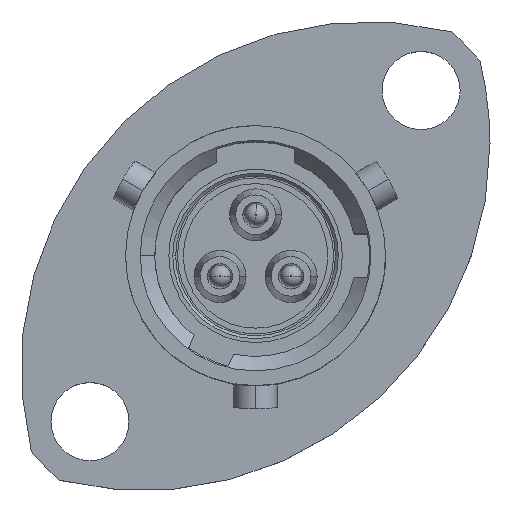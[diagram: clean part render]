
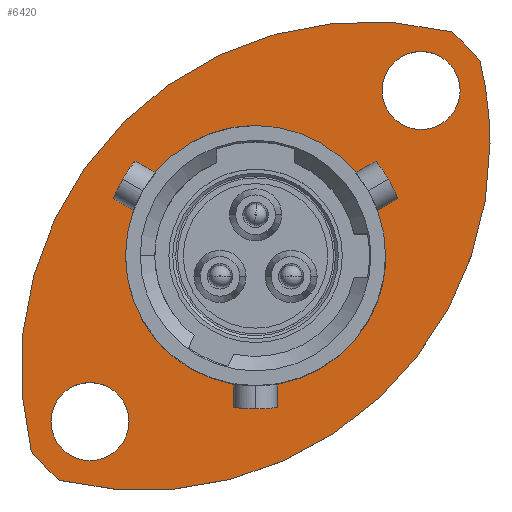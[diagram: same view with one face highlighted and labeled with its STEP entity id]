
A CAD part, top view. The second image highlights one B-rep face of the part: STEP entity #6420.
In plain terms, the highlighted planar face has unit normal (0, 0, 1).
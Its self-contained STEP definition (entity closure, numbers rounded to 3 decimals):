
#465 = CARTESIAN_POINT ( 'NONE',  ( 4.378, 5.728, -9. ) ) ;
#642 = CIRCLE ( 'NONE', #5628, 12. ) ;
#670 = ORIENTED_EDGE ( 'NONE', *, *, #14096, .F. ) ;
#826 = DIRECTION ( 'NONE',  ( 1., 0., 0. ) ) ;
#1007 = DIRECTION ( 'NONE',  ( 0., 0., 1. ) ) ;
#1834 = FACE_OUTER_BOUND ( 'NONE', #2607, .T. ) ;
#1864 = CARTESIAN_POINT ( 'NONE',  ( 3.889, -3.889, -9. ) ) ;
#2092 = AXIS2_PLACEMENT_3D ( 'NONE', #1864, #11228, #3244 ) ;
#2164 = ORIENTED_EDGE ( 'NONE', *, *, #14670, .F. ) ;
#2375 = AXIS2_PLACEMENT_3D ( 'NONE', #3929, #13237, #5274 ) ;
#2396 = CARTESIAN_POINT ( 'NONE',  ( -6.774, -7.759, -9. ) ) ;
#2607 = EDGE_LOOP ( 'NONE', ( #6701, #4368, #5080, #6807, #16925 ) ) ;
#2914 = EDGE_CURVE ( 'NONE', #14821, #15285, #642, .T. ) ;
#2981 = AXIS2_PLACEMENT_3D ( 'NONE', #8994, #1007, #10352 ) ;
#3162 = CIRCLE ( 'NONE', #3262, 1.35 ) ;
#3209 = VERTEX_POINT ( 'NONE', #14170 ) ;
#3244 = DIRECTION ( 'NONE',  ( 1., 0., 0. ) ) ;
#3262 = AXIS2_PLACEMENT_3D ( 'NONE', #3353, #12667, #4693 ) ;
#3353 = CARTESIAN_POINT ( 'NONE',  ( 5.728, 5.728, -9. ) ) ;
#3742 = AXIS2_PLACEMENT_3D ( 'NONE', #16700, #8796, #826 ) ;
#3804 = CARTESIAN_POINT ( 'NONE',  ( 0., 4.5, -9. ) ) ;
#3929 = CARTESIAN_POINT ( 'NONE',  ( 0., 0., -9. ) ) ;
#4149 = EDGE_CURVE ( 'NONE', #4784, #3209, #13248, .T. ) ;
#4368 = ORIENTED_EDGE ( 'NONE', *, *, #2914, .F. ) ;
#4555 = CARTESIAN_POINT ( 'NONE',  ( -3.889, 3.889, -9. ) ) ;
#4693 = DIRECTION ( 'NONE',  ( 1., 0., 0. ) ) ;
#4724 = DIRECTION ( 'NONE',  ( 0., 0., 1. ) ) ;
#4784 = VERTEX_POINT ( 'NONE', #15991 ) ;
#4871 = VERTEX_POINT ( 'NONE', #6032 ) ;
#5062 = VERTEX_POINT ( 'NONE', #14294 ) ;
#5080 = ORIENTED_EDGE ( 'NONE', *, *, #10826, .F. ) ;
#5098 = EDGE_LOOP ( 'NONE', ( #2164, #13451 ) ) ;
#5156 = DIRECTION ( 'NONE',  ( -1., 0., 0. ) ) ;
#5274 = DIRECTION ( 'NONE',  ( 1., 0., 0. ) ) ;
#5400 = FACE_BOUND ( 'NONE', #5098, .T. ) ;
#5628 = AXIS2_PLACEMENT_3D ( 'NONE', #13334, #8258, #12694 ) ;
#5881 = EDGE_CURVE ( 'NONE', #7224, #12177, #3162, .T. ) ;
#5905 = DIRECTION ( 'NONE',  ( 1., 0., 0. ) ) ;
#6032 = CARTESIAN_POINT ( 'NONE',  ( 7.759, 6.774, -9. ) ) ;
#6093 = CARTESIAN_POINT ( 'NONE',  ( -5.728, -5.728, -9. ) ) ;
#6420 = ADVANCED_FACE ( 'NONE', ( #8950, #5400, #15549, #1834 ), #6440, .F. ) ;
#6440 = PLANE ( 'NONE',  #8966 ) ;
#6701 = ORIENTED_EDGE ( 'NONE', *, *, #16581, .T. ) ;
#6807 = ORIENTED_EDGE ( 'NONE', *, *, #12301, .T. ) ;
#6941 = AXIS2_PLACEMENT_3D ( 'NONE', #14536, #14496, #14377 ) ;
#7224 = VERTEX_POINT ( 'NONE', #465 ) ;
#7320 = CARTESIAN_POINT ( 'NONE',  ( 0., 0., -9. ) ) ;
#7443 = DIRECTION ( 'NONE',  ( 1., 0., 0. ) ) ;
#8258 = DIRECTION ( 'NONE',  ( 0., 0., -1. ) ) ;
#8331 = CARTESIAN_POINT ( 'NONE',  ( 6.774, 7.759, -9. ) ) ;
#8444 = AXIS2_PLACEMENT_3D ( 'NONE', #12690, #4724, #13999 ) ;
#8453 = EDGE_CURVE ( 'NONE', #13477, #16391, #14505, .T. ) ;
#8655 = DIRECTION ( 'NONE',  ( 1., 0., 0. ) ) ;
#8796 = DIRECTION ( 'NONE',  ( 0., 0., 1. ) ) ;
#8804 = CIRCLE ( 'NONE', #15709, 12. ) ;
#8858 = AXIS2_PLACEMENT_3D ( 'NONE', #6093, #15341, #7443 ) ;
#8895 = CARTESIAN_POINT ( 'NONE',  ( -7.759, -6.774, -9. ) ) ;
#8950 = FACE_BOUND ( 'NONE', #16751, .T. ) ;
#8966 = AXIS2_PLACEMENT_3D ( 'NONE', #3804, #13108, #5156 ) ;
#8994 = CARTESIAN_POINT ( 'NONE',  ( 0., 0., -9. ) ) ;
#9092 = CARTESIAN_POINT ( 'NONE',  ( -4.378, -5.728, -9. ) ) ;
#9749 = VERTEX_POINT ( 'NONE', #9092 ) ;
#9909 = CIRCLE ( 'NONE', #12570, 10.3 ) ;
#10352 = DIRECTION ( 'NONE',  ( 1., 0., 0. ) ) ;
#10603 = CIRCLE ( 'NONE', #2981, 10.3 ) ;
#10711 = CIRCLE ( 'NONE', #2375, 4.5 ) ;
#10826 = EDGE_CURVE ( 'NONE', #4871, #14821, #8804, .T. ) ;
#10895 = CIRCLE ( 'NONE', #8858, 1.35 ) ;
#11228 = DIRECTION ( 'NONE',  ( 0., 0., -1. ) ) ;
#11407 = ORIENTED_EDGE ( 'NONE', *, *, #4149, .F. ) ;
#11452 = EDGE_LOOP ( 'NONE', ( #11407, #11761 ) ) ;
#11761 = ORIENTED_EDGE ( 'NONE', *, *, #13645, .F. ) ;
#12177 = VERTEX_POINT ( 'NONE', #15393 ) ;
#12301 = EDGE_CURVE ( 'NONE', #4871, #16391, #10603, .T. ) ;
#12570 = AXIS2_PLACEMENT_3D ( 'NONE', #7320, #16566, #8655 ) ;
#12667 = DIRECTION ( 'NONE',  ( 0., 0., 1. ) ) ;
#12690 = CARTESIAN_POINT ( 'NONE',  ( 5.728, 5.728, -9. ) ) ;
#12694 = DIRECTION ( 'NONE',  ( 1., 0., 0. ) ) ;
#12807 = EDGE_CURVE ( 'NONE', #5062, #9749, #16112, .T. ) ;
#13108 = DIRECTION ( 'NONE',  ( 0., 0., -1. ) ) ;
#13237 = DIRECTION ( 'NONE',  ( 0., 0., 1. ) ) ;
#13248 = CIRCLE ( 'NONE', #6941, 4.5 ) ;
#13334 = CARTESIAN_POINT ( 'NONE',  ( -3.889, 3.889, -9. ) ) ;
#13451 = ORIENTED_EDGE ( 'NONE', *, *, #5881, .F. ) ;
#13477 = VERTEX_POINT ( 'NONE', #8895 ) ;
#13645 = EDGE_CURVE ( 'NONE', #3209, #4784, #10711, .T. ) ;
#13835 = ORIENTED_EDGE ( 'NONE', *, *, #12807, .F. ) ;
#13851 = DIRECTION ( 'NONE',  ( 0., 0., -1. ) ) ;
#13999 = DIRECTION ( 'NONE',  ( 1., 0., 0. ) ) ;
#14096 = EDGE_CURVE ( 'NONE', #9749, #5062, #10895, .T. ) ;
#14170 = CARTESIAN_POINT ( 'NONE',  ( -4.5, 0., -9. ) ) ;
#14294 = CARTESIAN_POINT ( 'NONE',  ( -7.078, -5.728, -9. ) ) ;
#14377 = DIRECTION ( 'NONE',  ( 1., 0., 0. ) ) ;
#14496 = DIRECTION ( 'NONE',  ( 0., 0., 1. ) ) ;
#14505 = CIRCLE ( 'NONE', #2092, 12. ) ;
#14536 = CARTESIAN_POINT ( 'NONE',  ( 0., 0., -9. ) ) ;
#14670 = EDGE_CURVE ( 'NONE', #12177, #7224, #16631, .T. ) ;
#14821 = VERTEX_POINT ( 'NONE', #15375 ) ;
#15285 = VERTEX_POINT ( 'NONE', #2396 ) ;
#15341 = DIRECTION ( 'NONE',  ( 0., 0., 1. ) ) ;
#15375 = CARTESIAN_POINT ( 'NONE',  ( 8.111, 3.889, -9. ) ) ;
#15393 = CARTESIAN_POINT ( 'NONE',  ( 7.078, 5.728, -9. ) ) ;
#15549 = FACE_BOUND ( 'NONE', #11452, .T. ) ;
#15709 = AXIS2_PLACEMENT_3D ( 'NONE', #4555, #13851, #5905 ) ;
#15991 = CARTESIAN_POINT ( 'NONE',  ( 4.5, 0., -9. ) ) ;
#16112 = CIRCLE ( 'NONE', #3742, 1.35 ) ;
#16391 = VERTEX_POINT ( 'NONE', #8331 ) ;
#16566 = DIRECTION ( 'NONE',  ( 0., 0., 1. ) ) ;
#16581 = EDGE_CURVE ( 'NONE', #13477, #15285, #9909, .T. ) ;
#16631 = CIRCLE ( 'NONE', #8444, 1.35 ) ;
#16700 = CARTESIAN_POINT ( 'NONE',  ( -5.728, -5.728, -9. ) ) ;
#16751 = EDGE_LOOP ( 'NONE', ( #670, #13835 ) ) ;
#16925 = ORIENTED_EDGE ( 'NONE', *, *, #8453, .F. ) ;
